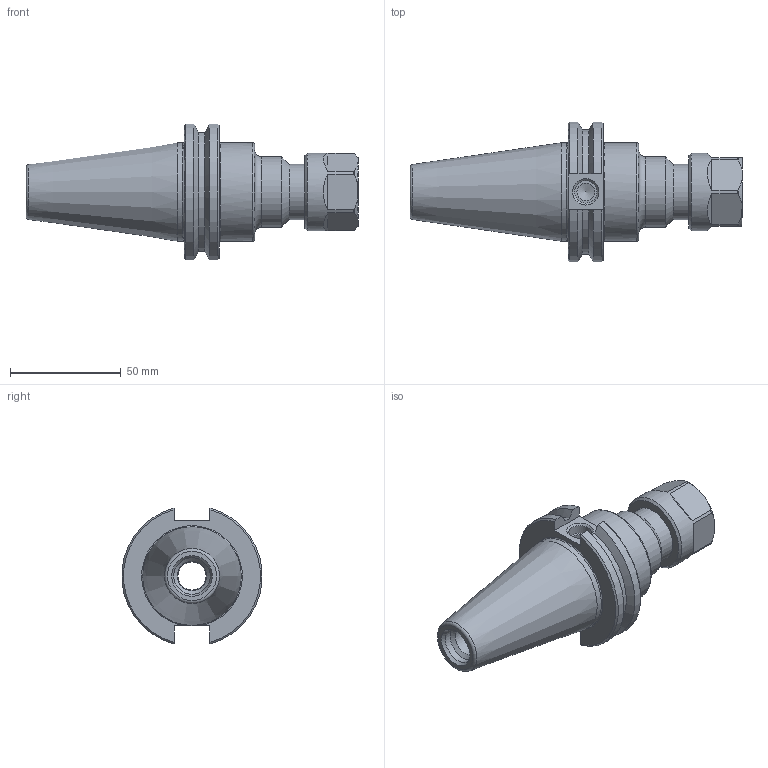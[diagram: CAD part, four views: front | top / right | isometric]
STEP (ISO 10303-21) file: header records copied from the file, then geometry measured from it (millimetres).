
FILE_DESCRIPTION(/* description */ ('BODY, ENDMILL HOLDER'),/* implementation_level */ '2;1');
FILE_NAME(/* name */ 'C40-20ERC322.stp',/* time_stamp */ '2017-02-13T11:13:00-05:00',/* author */ ('davhar'),/* organization */ (''),/* preprocessor_version */ 'ST-DEVELOPER v16.1',/* originating_system */ 'Autodesk Inventor 2016',/* authorisation */ '');
FILE_SCHEMA (('AUTOMOTIVE_DESIGN { 1 0 10303 214 3 1 1 }'));
Length unit declared in the file: inch
Products named in the file (3): C40-20ER3-1; 20ERHCN; C40-20ERC322
Assembly tree (2 placements, depth 2):
  C40-20ERC322
    C40-20ER3-1
    20ERHCN
Bounding box: 150.05 x 63.26 x 61.38 mm (x, y, z)
Volume: 147822 mm3; surface area: 32275.5 mm2
Topology: 2 solids, 2 shells, 91 faces, 227 edges, 145 vertices
Faces by surface type: plane 30, cone 28, cylinder 22, torus 11
Full cylindrical faces by diameter (mm): 8.001 x1, 10.135 x1, 12.751 x1, 13.386 x1, 14.478 x1, 15.76 x1, 16.459 x1, 20.83 x1, 23.5 x1, 25 x1, 26 x1, 31.75 x1, 35 x1, 44.45 x2
Entity records: 2652 total; most frequent: CARTESIAN_POINT 599, DIRECTION 420, ORIENTED_EDGE 368, EDGE_CURVE 184, AXIS2_PLACEMENT_3D 182, VERTEX_POINT 136, EDGE_LOOP 134, FACE_OUTER_BOUND 91
